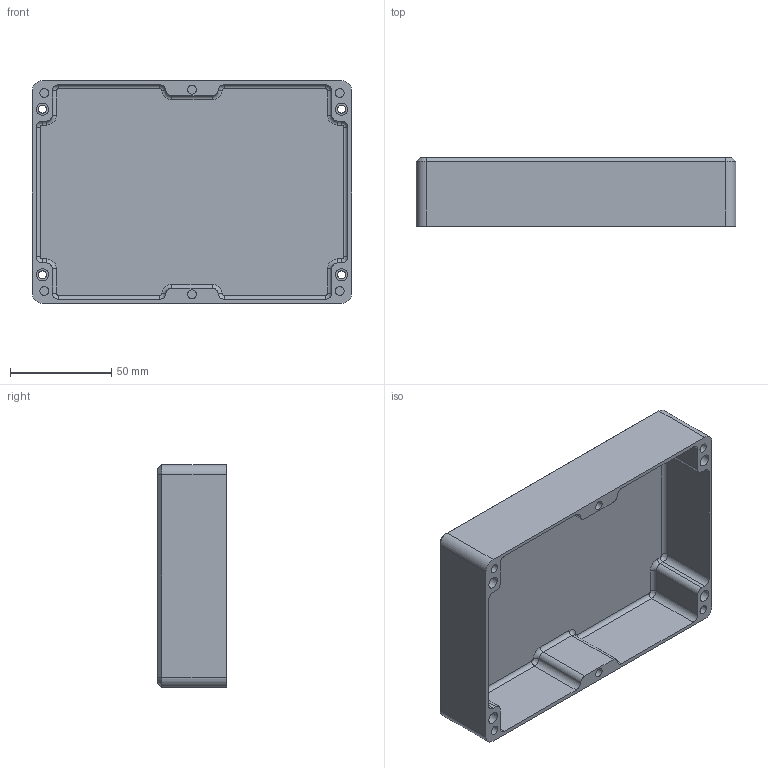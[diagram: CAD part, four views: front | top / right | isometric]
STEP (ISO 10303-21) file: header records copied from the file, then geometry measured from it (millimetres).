
FILE_DESCRIPTION(/* description */ (''),/* implementation_level */ '2;1');
FILE_NAME(/* name */ 'cover.step',/* time_stamp */ '2022-10-26T18:12:31+02:00',/* author */ (''),/* organization */ (''),/* preprocessor_version */ 'ST-DEVELOPER v19.2',/* originating_system */ 'Autodesk Translation Framework v11.17.0.187',/* authorisation */ '');
FILE_SCHEMA (('AUTOMOTIVE_DESIGN { 1 0 10303 214 3 1 1 }'));
Length unit declared in the file: millimetre
Products named in the file (1): cover
Bounding box: 158 x 34 x 110 mm (x, y, z)
Volume: 104064.3 mm3; surface area: 71165.7 mm2
Topology: 1 solids, 1 shells, 115 faces, 262 edges, 160 vertices
Faces by surface type: cylinder 54, plane 37, bspline 12, torus 8, cone 4
Full cylindrical faces by diameter (mm): 4 x4, 4.5 x6, 6 x4
Entity records: 3344 total; most frequent: CARTESIAN_POINT 634, DIRECTION 606, ORIENTED_EDGE 524, EDGE_CURVE 262, AXIS2_PLACEMENT_3D 240, VERTEX_POINT 160, CIRCLE 136, EDGE_LOOP 134
